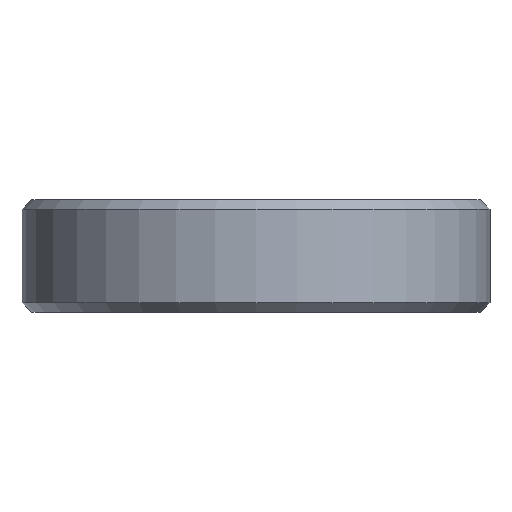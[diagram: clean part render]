
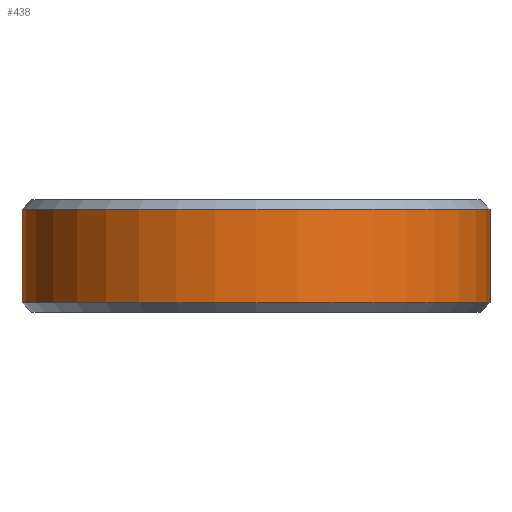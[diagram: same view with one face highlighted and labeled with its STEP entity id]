
A CAD part, front view. The second image highlights one B-rep face of the part: STEP entity #438.
In plain terms, the highlighted cylindrical face has radius 72.5 mm (diameter 145 mm), a full revolution.
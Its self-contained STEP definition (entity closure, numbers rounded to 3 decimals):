
#438=ADVANCED_FACE('',(#653,#654),#655,.T.);
#653=FACE_OUTER_BOUND('',#781,.T.);
#654=FACE_OUTER_BOUND('',#782,.T.);
#655=CYLINDRICAL_SURFACE('',#783,72.5);
#781=EDGE_LOOP('',(#931));
#782=EDGE_LOOP('',(#932));
#783=AXIS2_PLACEMENT_3D('',#933,#934,#935);
#931=ORIENTED_EDGE('',*,*,#1062,.T.);
#932=ORIENTED_EDGE('',*,*,#1073,.T.);
#933=CARTESIAN_POINT('',(0.0,0.0,17.5));
#934=DIRECTION('',(0.0,0.0,-1.0));
#935=DIRECTION('',(-1.0,0.0,0.0));
#1062=EDGE_CURVE('',#1123,#1123,#1124,.F.);
#1073=EDGE_CURVE('',#1138,#1138,#1139,.T.);
#1123=VERTEX_POINT('',#1196);
#1124=CIRCLE('',#1197,72.5);
#1138=VERTEX_POINT('',#1211);
#1139=CIRCLE('',#1212,72.5);
#1196=CARTESIAN_POINT('',(72.5,0.,14.5));
#1197=AXIS2_PLACEMENT_3D('',#1264,#1265,#1266);
#1211=CARTESIAN_POINT('',(72.5,0.0,-14.5));
#1212=AXIS2_PLACEMENT_3D('',#1276,#1277,#1278);
#1264=CARTESIAN_POINT('',(0.0,0.0,14.5));
#1265=DIRECTION('',(0.0,0.0,1.0));
#1266=DIRECTION('',(1.0,0.0,0.0));
#1276=CARTESIAN_POINT('',(0.0,0.0,-14.5));
#1277=DIRECTION('',(0.0,0.0,1.0));
#1278=DIRECTION('',(1.0,0.0,0.0));
